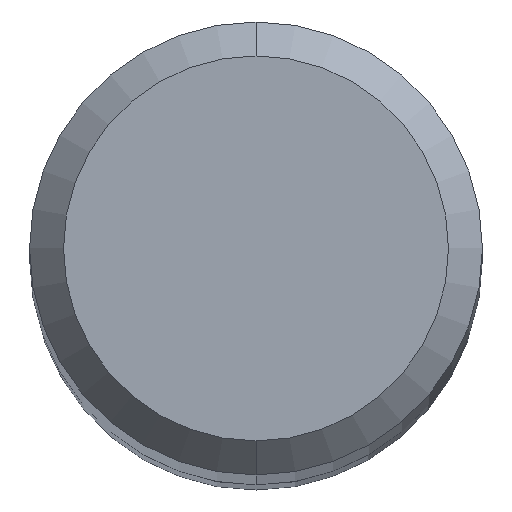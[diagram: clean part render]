
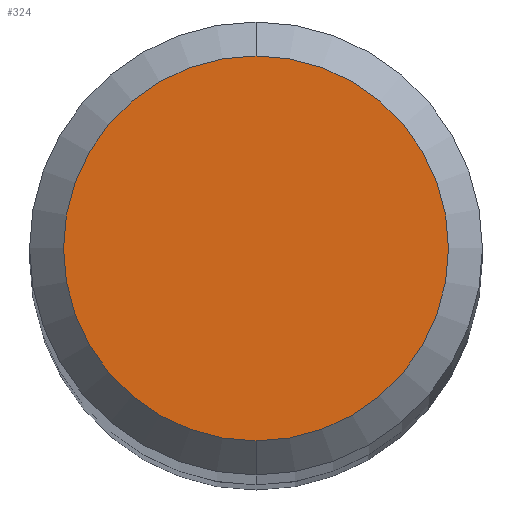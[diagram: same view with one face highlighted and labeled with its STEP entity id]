
A CAD part, top view. The second image highlights one B-rep face of the part: STEP entity #324.
In plain terms, the highlighted planar face has unit normal (0, 0, 1).
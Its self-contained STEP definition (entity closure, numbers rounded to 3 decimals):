
#176=EDGE_CURVE('',#416,#250,#477,.T.);
#200=EDGE_CURVE('',#250,#416,#504,.T.);
#250=VERTEX_POINT('',#563);
#324=ADVANCED_FACE('',(#642),#643,.T.);
#416=VERTEX_POINT('',#747);
#477=CIRCLE('',#801,1.7);
#504=CIRCLE('',#835,1.7);
#563=CARTESIAN_POINT('',(0.0,1.7,0.0));
#642=FACE_OUTER_BOUND('',#1114,.T.);
#643=PLANE('',#1115);
#747=CARTESIAN_POINT('',(0.,-1.7,0.0));
#801=AXIS2_PLACEMENT_3D('',#1420,#1421,#1422);
#835=AXIS2_PLACEMENT_3D('',#1449,#1450,#1451);
#1114=EDGE_LOOP('',(#1611,#1612));
#1115=AXIS2_PLACEMENT_3D('',#1613,#1614,#1615);
#1420=CARTESIAN_POINT('',(0.0,0.0,0.0));
#1421=DIRECTION('',(0.0,0.0,-1.0));
#1422=DIRECTION('',(0.0,1.0,0.0));
#1449=CARTESIAN_POINT('',(0.0,0.0,0.0));
#1450=DIRECTION('',(0.0,0.0,-1.0));
#1451=DIRECTION('',(0.0,1.0,0.0));
#1611=ORIENTED_EDGE('',*,*,#200,.F.);
#1612=ORIENTED_EDGE('',*,*,#176,.F.);
#1613=CARTESIAN_POINT('',(0.0,0.85,0.0));
#1614=DIRECTION('',(-0.0,0.0,1.0));
#1615=DIRECTION('',(0.0,-1.0,0.0));
